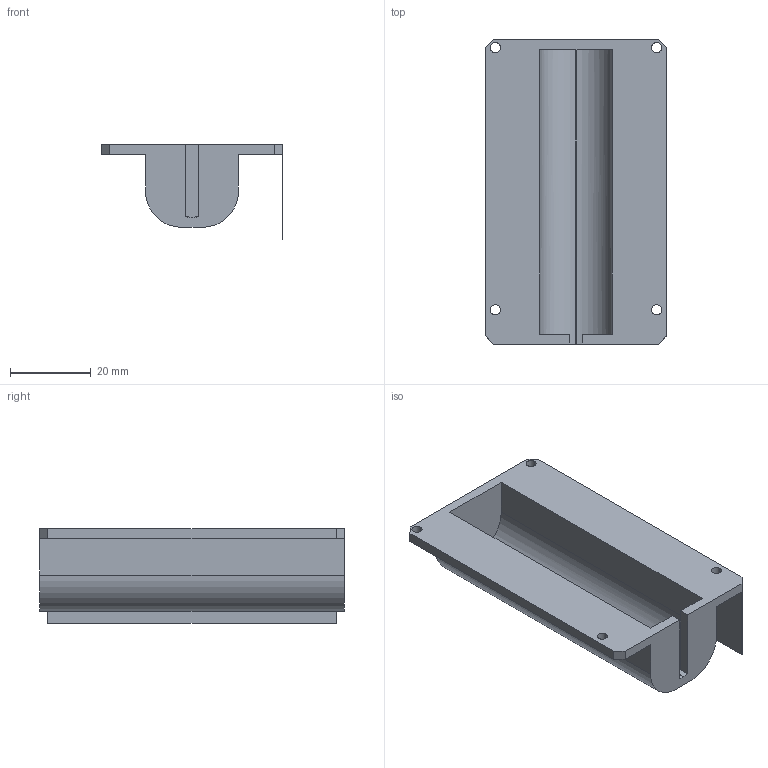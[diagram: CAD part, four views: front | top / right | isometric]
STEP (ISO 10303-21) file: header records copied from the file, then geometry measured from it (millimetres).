
FILE_DESCRIPTION (( 'STEP AP214' ), '1' );
FILE_NAME ('Battery cover.STEP', '2024-07-19T23:36:24', ( '' ), ( '' ), 'SwSTEP 2.0', 'SolidWorks 2024', '' );
FILE_SCHEMA (( 'AUTOMOTIVE_DESIGN' ));
Length unit declared in the file: centimetre
Products named in the file (1): Battery cover
Bounding box: 45 x 75.45 x 23.53 mm (x, y, z)
Volume: 16526.2 mm3; surface area: 15868.6 mm2
Topology: 1 solids, 1 shells, 36 faces, 101 edges, 67 vertices
Faces by surface type: plane 24, cylinder 12
Entity records: 1202 total; most frequent: CARTESIAN_POINT 205, ORIENTED_EDGE 202, DIRECTION 201, EDGE_CURVE 101, VECTOR 75, LINE 75, VERTEX_POINT 67, AXIS2_PLACEMENT_3D 63
